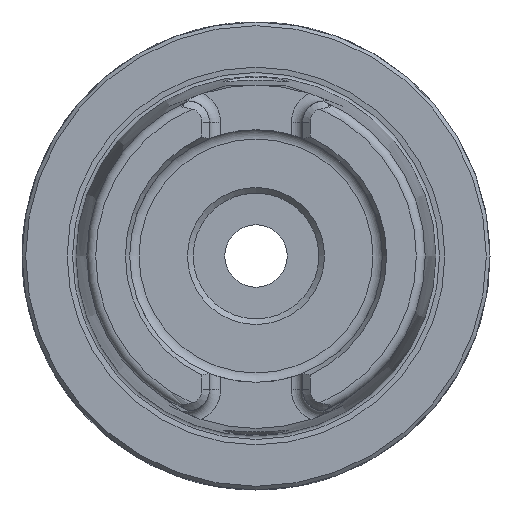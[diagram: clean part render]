
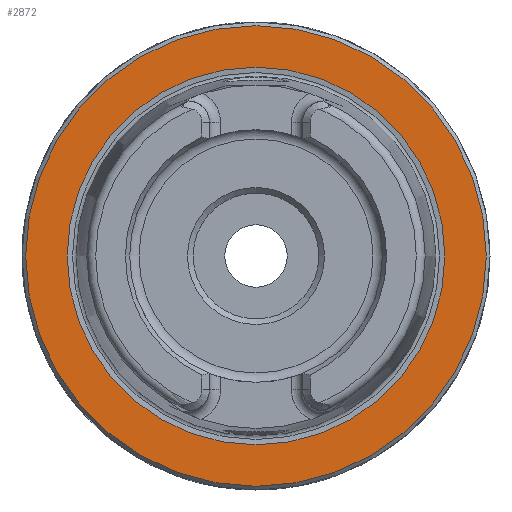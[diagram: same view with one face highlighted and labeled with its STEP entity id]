
A CAD part, left-side view. The second image highlights one B-rep face of the part: STEP entity #2872.
In plain terms, the highlighted planar face has unit normal (-1, 0, 0).
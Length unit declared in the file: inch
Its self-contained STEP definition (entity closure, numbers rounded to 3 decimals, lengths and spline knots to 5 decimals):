
#2838=CARTESIAN_POINT('',(0.0,1.22047,0.));
#2839=VERTEX_POINT('',#2838);
#2840=CARTESIAN_POINT('',(0.0,0.0,0.0));
#2841=DIRECTION('',(1.0,0.0,0.0));
#2842=DIRECTION('',(0.0,-1.0,0.0));
#2843=AXIS2_PLACEMENT_3D('',#2840,#2841,#2842);
#2844=CIRCLE('',#2843,1.22047);
#2845=EDGE_CURVE('',#2839,#2839,#2844,.T.);
#2853=CARTESIAN_POINT('',(0.0,0.62008,0.0));
#2854=DIRECTION('',(-1.0,0.0,0.0));
#2855=DIRECTION('',(0.0,0.0,1.0));
#2856=AXIS2_PLACEMENT_3D('',#2853,#2854,#2855);
#2857=PLANE('',#2856);
#2858=ORIENTED_EDGE('',*,*,#2845,.F.);
#2859=EDGE_LOOP('',(#2858));
#2860=FACE_OUTER_BOUND('',#2859,.T.);
#2861=CARTESIAN_POINT('',(0.0,1.0008,0.0));
#2862=VERTEX_POINT('',#2861);
#2863=CARTESIAN_POINT('',(0.0,0.0,0.0));
#2864=DIRECTION('',(1.0,0.0,0.0));
#2865=DIRECTION('',(0.0,1.0,0.0));
#2866=AXIS2_PLACEMENT_3D('',#2863,#2864,#2865);
#2867=CIRCLE('',#2866,1.0008);
#2868=EDGE_CURVE('',#2862,#2862,#2867,.T.);
#2869=ORIENTED_EDGE('',*,*,#2868,.T.);
#2870=EDGE_LOOP('',(#2869));
#2871=FACE_BOUND('',#2870,.T.);
#2872=ADVANCED_FACE('',(#2860,#2871),#2857,.T.);
